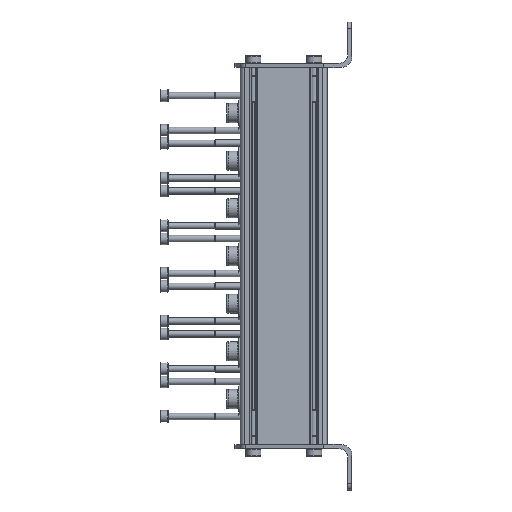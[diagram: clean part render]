
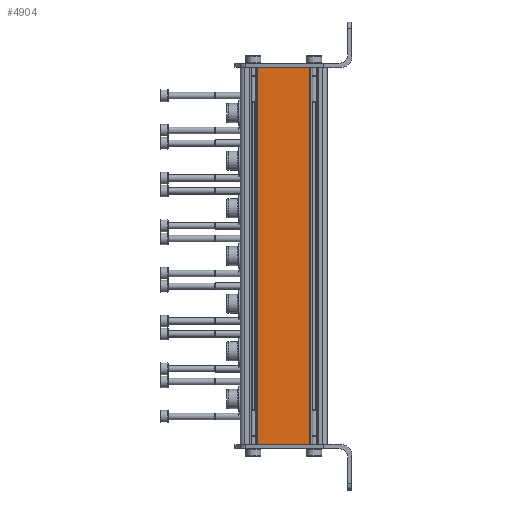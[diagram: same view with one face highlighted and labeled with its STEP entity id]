
A CAD part, left-side view. The second image highlights one B-rep face of the part: STEP entity #4904.
In plain terms, the highlighted planar face has unit normal (-1, 0, 0).
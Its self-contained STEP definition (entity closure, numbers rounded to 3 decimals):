
#364=LINE('',#8049,#690);
#365=LINE('',#8051,#691);
#366=LINE('',#8053,#692);
#367=LINE('',#8055,#693);
#690=VECTOR('',#6309,1000.);
#691=VECTOR('',#6312,1000.);
#692=VECTOR('',#6313,1000.);
#693=VECTOR('',#6314,1000.);
#920=PLANE('',#5378);
#1615=ORIENTED_EDGE('',*,*,#2854,.F.);
#1616=ORIENTED_EDGE('',*,*,#2853,.F.);
#1617=ORIENTED_EDGE('',*,*,#2855,.T.);
#1618=ORIENTED_EDGE('',*,*,#2856,.T.);
#2853=EDGE_CURVE('',#3440,#3439,#364,.T.);
#2854=EDGE_CURVE('',#3439,#3441,#365,.T.);
#2855=EDGE_CURVE('',#3440,#3442,#366,.T.);
#2856=EDGE_CURVE('',#3442,#3441,#367,.T.);
#3439=VERTEX_POINT('',#8046);
#3440=VERTEX_POINT('',#8048);
#3441=VERTEX_POINT('',#8052);
#3442=VERTEX_POINT('',#8054);
#3886=EDGE_LOOP('',(#1615,#1616,#1617,#1618));
#4342=FACE_BOUND('',#3886,.T.);
#4904=ADVANCED_FACE('',(#4342),#920,.T.);
#5378=AXIS2_PLACEMENT_3D('',#8050,#6310,#6311);
#6309=DIRECTION('',(0.,0.,1.));
#6310=DIRECTION('',(-1.,0.,0.));
#6311=DIRECTION('',(0.,0.,1.));
#6312=DIRECTION('',(0.,-1.,0.));
#6313=DIRECTION('',(0.,-1.,0.));
#6314=DIRECTION('',(0.,0.,1.));
#8046=CARTESIAN_POINT('',(-11.5,11.979,0.));
#8048=CARTESIAN_POINT('',(-11.5,11.979,-174.));
#8049=CARTESIAN_POINT('',(-11.5,11.979,-174.));
#8050=CARTESIAN_POINT('',(-11.5,11.979,-174.));
#8051=CARTESIAN_POINT('',(-11.5,11.979,0.));
#8052=CARTESIAN_POINT('',(-11.5,-11.979,0.));
#8053=CARTESIAN_POINT('',(-11.5,11.979,-174.));
#8054=CARTESIAN_POINT('',(-11.5,-11.979,-174.));
#8055=CARTESIAN_POINT('',(-11.5,-11.979,-174.));
